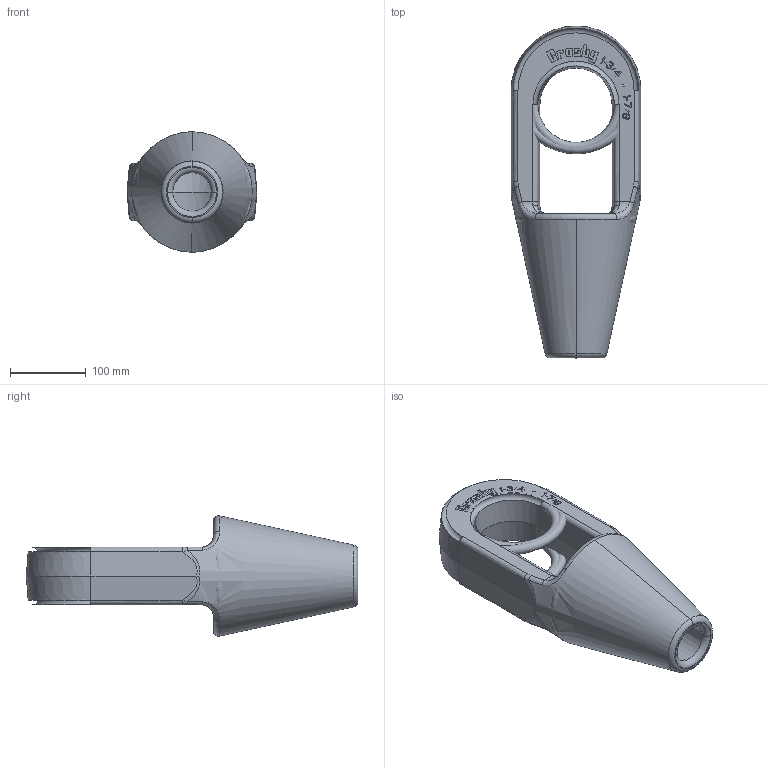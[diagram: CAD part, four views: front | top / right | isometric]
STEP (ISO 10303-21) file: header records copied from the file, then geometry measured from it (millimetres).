
FILE_DESCRIPTION((''),'2;1');
FILE_NAME('CROSBY_417_188_1040117-1040126','2011-08-31T',('Alan Doughty'),('The Crosby Group LLC'),'PRO/ENGINEER BY PARAMETRIC TECHNOLOGY CORPORATION, 2010230','PRO/ENGINEER BY PARAMETRIC TECHNOLOGY CORPORATION, 2010230','');
FILE_SCHEMA(('CONFIG_CONTROL_DESIGN'));
Length unit declared in the file: inch
Products named in the file (1): CROSBY_417_188_1040117-1040126
Bounding box: 171.45 x 438.15 x 158.98 mm (x, y, z)
Surface area: 353198.8 mm2 (no closed solid volume)
Topology: 0 solids, 0 shells, 377 faces, 2018 edges, 2008 vertices
Faces by surface type: bspline 361, torus 16
Entity records: 28238 total; most frequent: CARTESIAN_POINT 9932, DIRECTION 2791, TRIMMED_CURVE 2663, VECTOR 2567, LINE 2567, DEFINITIONAL_REPRESENTATION 1998, PCURVE 1998, COMPOSITE_CURVE_SEGMENT 1998
